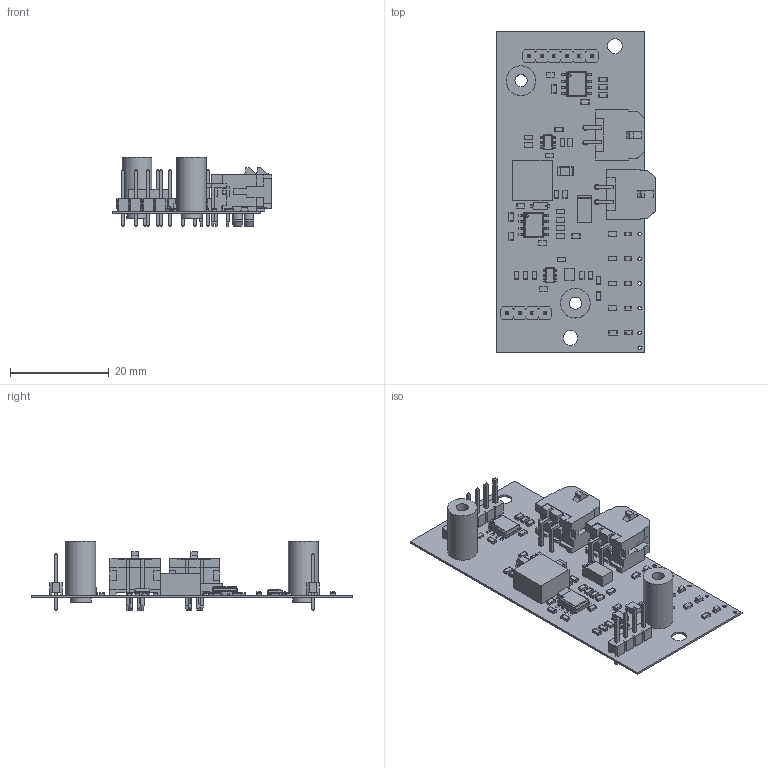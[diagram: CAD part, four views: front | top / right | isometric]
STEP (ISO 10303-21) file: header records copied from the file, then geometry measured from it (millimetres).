
FILE_DESCRIPTION(('Open CASCADE Model'),'2;1');
FILE_NAME('Open CASCADE Shape Model','2020-03-16T14:44:38',('Author'),( 'Open CASCADE'),'Open CASCADE STEP processor 6.8','Open CASCADE 6.8' ,'Unknown');
FILE_SCHEMA(('AUTOMOTIVE_DESIGN { 1 0 10303 214 1 1 1 1 }'));
Length unit declared in the file: millimetre
Products named in the file (126): PCB; Board; Open CASCADE STEP translator 6.8 9.1.1; C20; 6176629488; Mid_Body; Terminal; Open_CASCADE_STEP_translator_6.8_23.2.1; Mark; MH2; 9774110360R_(rev1)_RGB8421504; MH1; U4; 4385641856; Open_CASCADE_STEP_translator_6.8_7.1; Body; Open_CASCADE_STEP_translator_6.8_7.2.1; Leader; U2; 6179693936; Open_CASCADE_STEP_translator_6.8_32.1.1; R16; 6179691456; R8; 6179695056; C22; C21; C19; 5737863088; C12; C11; C10; C9; 6176636608; C8; MH4; MH3; J4; 430450400; Open CASCADE STEP translator 6.8 9.19.1.1 ...
Assembly tree (200 placements, depth 5):
  PCB
    Board
      Open CASCADE STEP translator 6.8 9.1.1
    C20
      6176629488
        Mid_Body
        Terminal  x2
          Open_CASCADE_STEP_translator_6.8_23.2.1
        Mark
    MH2
      9774110360R_(rev1)_RGB8421504
    MH1
      9774110360R_(rev1)_RGB8421504
    U4
      4385641856
        Open_CASCADE_STEP_translator_6.8_7.1
        Body
          Open_CASCADE_STEP_translator_6.8_7.2.1
        Leader  x8
    U2
      6179693936
        Body
          Open_CASCADE_STEP_translator_6.8_32.1.1
        Leader  x6
    R16
      6179691456
        Mid_Body
        Terminal  x2
          Open_CASCADE_STEP_translator_6.8_23.2.1
        Mark
    R8
      6179695056
        Mid_Body
        Terminal  x2
          Open_CASCADE_STEP_translator_6.8_23.2.1
        Mark
    C22
      6176629488
        Mid_Body
        Terminal  x2
          Open_CASCADE_STEP_translator_6.8_23.2.1
        Mark
    C21
      6176629488
        Mid_Body
        Terminal  x2
          Open_CASCADE_STEP_translator_6.8_23.2.1
        Mark
    C19
      5737863088
        Mid_Body
        Terminal  x2
          Open_CASCADE_STEP_translator_6.8_23.2.1
        Mark
    C12
      6179691456
        Mid_Body
        Terminal  x2
          Open_CASCADE_STEP_translator_6.8_23.2.1
        Mark
Bounding box: 32.25 x 65 x 14.12 mm (x, y, z)
Volume: 2851.4 mm3; surface area: 8314 mm2
Topology: 223 solids, 225 shells, 3420 faces, 7970 edges, 5006 vertices
Faces by surface type: plane 2984, cylinder 352, sphere 44, bspline 32, cone 4, torus 4
Full cylindrical faces by diameter (mm): 0.142 x1, 0.5 x2, 0.7 x6, 1.02 x8, 1.1 x10, 2.459 x2, 2.997 x2, 3 x2, 4.2 x2, 4.4 x2, 6 x2
Entity records: 39132 total; most frequent: CARTESIAN_POINT 8754, DIRECTION 5425, ORIENTED_EDGE 5296, EDGE_CURVE 2649, LINE 2203, VECTOR 2203, VERTEX_POINT 1626, AXIS2_PLACEMENT_3D 1611
